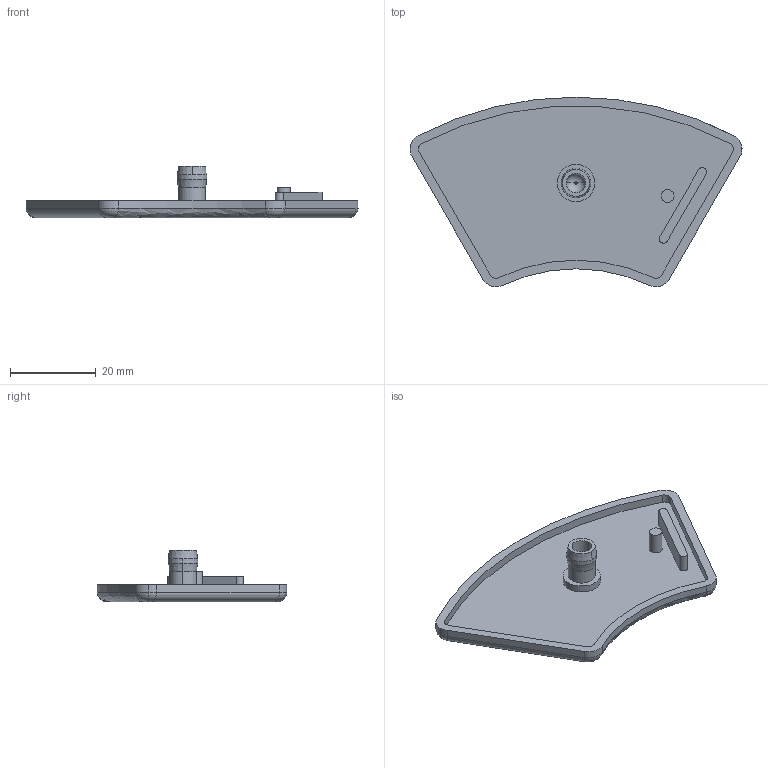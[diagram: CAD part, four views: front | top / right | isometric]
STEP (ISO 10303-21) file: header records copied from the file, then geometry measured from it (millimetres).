
FILE_DESCRIPTION (( 'STEP AP214' ), '1' );
FILE_NAME ('SZ0028S Profile Cap R40-80 60.STEP', '2021-10-21T12:08:47', ( '' ), ( '' ), 'SwSTEP 2.0', 'SolidWorks 2021', '' );
FILE_SCHEMA (( 'AUTOMOTIVE_DESIGN' ));
Length unit declared in the file: millimetre
Products named in the file (1): SZ0028S Profile Cap R40-80 60
Bounding box: 77.36 x 44.2 x 12 mm (x, y, z)
Volume: 6021.2 mm3; surface area: 6518.7 mm2
Topology: 1 solids, 1 shells, 57 faces, 132 edges, 83 vertices
Faces by surface type: cylinder 29, plane 14, torus 8, cone 4, bspline 2
Entity records: 1831 total; most frequent: CARTESIAN_POINT 457, DIRECTION 309, ORIENTED_EDGE 264, EDGE_CURVE 132, AXIS2_PLACEMENT_3D 129, VERTEX_POINT 83, CIRCLE 73, EDGE_LOOP 63
